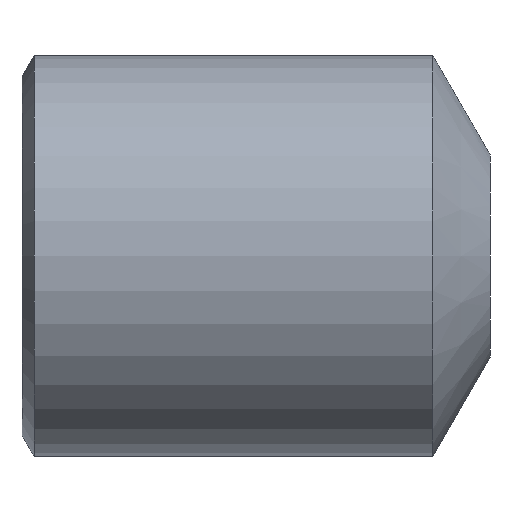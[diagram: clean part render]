
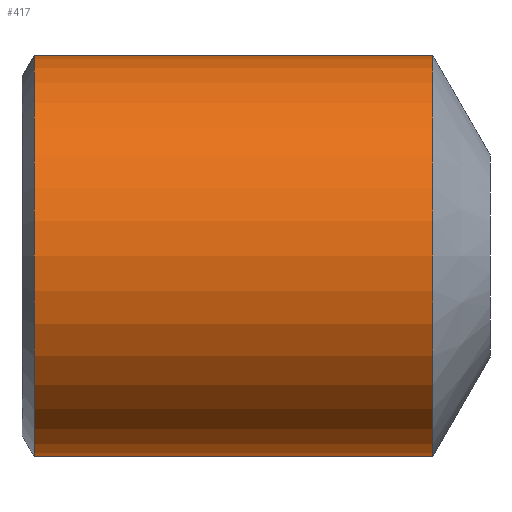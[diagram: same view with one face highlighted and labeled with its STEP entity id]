
A CAD part, front view. The second image highlights one B-rep face of the part: STEP entity #417.
In plain terms, the highlighted cylindrical face has radius 4.75 mm (diameter 9.5 mm), a partial arc.
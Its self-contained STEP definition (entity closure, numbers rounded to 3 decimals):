
#6 = VERTEX_POINT ( 'NONE', #324 ) ;
#22 = CIRCLE ( 'NONE', #337, 4.75 ) ;
#32 = ORIENTED_EDGE ( 'NONE', *, *, #58, .F. ) ;
#33 = CARTESIAN_POINT ( 'NONE',  ( 9.743, 0., -4.75 ) ) ;
#42 = DIRECTION ( 'NONE',  ( -1., 0., 0. ) ) ;
#47 = VERTEX_POINT ( 'NONE', #33 ) ;
#58 = EDGE_CURVE ( 'NONE', #6, #242, #22, .T. ) ;
#67 = CYLINDRICAL_SURFACE ( 'NONE', #319, 4.75 ) ;
#96 = CARTESIAN_POINT ( 'NONE',  ( 9.743, 0., 0. ) ) ;
#97 = VECTOR ( 'NONE', #42, 1000. ) ;
#111 = VERTEX_POINT ( 'NONE', #296 ) ;
#122 = CARTESIAN_POINT ( 'NONE',  ( 0.289, 0., 0. ) ) ;
#131 = DIRECTION ( 'NONE',  ( 0., 0., 1. ) ) ;
#134 = DIRECTION ( 'NONE',  ( 0., 0., 1. ) ) ;
#149 = DIRECTION ( 'NONE',  ( -1., 0., 0. ) ) ;
#157 = EDGE_CURVE ( 'NONE', #111, #242, #379, .T. ) ;
#201 = DIRECTION ( 'NONE',  ( -1., 0., 0. ) ) ;
#208 = FACE_OUTER_BOUND ( 'NONE', #400, .T. ) ;
#213 = CARTESIAN_POINT ( 'NONE',  ( -12.7, 0., 4.75 ) ) ;
#228 = CARTESIAN_POINT ( 'NONE',  ( 0.289, 0., 4.75 ) ) ;
#242 = VERTEX_POINT ( 'NONE', #228 ) ;
#254 = DIRECTION ( 'NONE',  ( -1., 0., 0. ) ) ;
#268 = EDGE_CURVE ( 'NONE', #47, #6, #442, .T. ) ;
#271 = CARTESIAN_POINT ( 'NONE',  ( -12.7, 0., -4.75 ) ) ;
#282 = VECTOR ( 'NONE', #254, 1000. ) ;
#295 = ORIENTED_EDGE ( 'NONE', *, *, #460, .T. ) ;
#296 = CARTESIAN_POINT ( 'NONE',  ( 9.743, 0., 4.75 ) ) ;
#319 = AXIS2_PLACEMENT_3D ( 'NONE', #428, #201, #134 ) ;
#324 = CARTESIAN_POINT ( 'NONE',  ( 0.289, 0., -4.75 ) ) ;
#336 = CIRCLE ( 'NONE', #368, 4.75 ) ;
#337 = AXIS2_PLACEMENT_3D ( 'NONE', #122, #149, #409 ) ;
#347 = DIRECTION ( 'NONE',  ( -1., 0., 0. ) ) ;
#368 = AXIS2_PLACEMENT_3D ( 'NONE', #96, #347, #131 ) ;
#379 = LINE ( 'NONE', #213, #282 ) ;
#400 = EDGE_LOOP ( 'NONE', ( #459, #295, #438, #32 ) ) ;
#409 = DIRECTION ( 'NONE',  ( 0., 0., 1. ) ) ;
#417 = ADVANCED_FACE ( 'NONE', ( #208 ), #67, .T. ) ;
#428 = CARTESIAN_POINT ( 'NONE',  ( -12.7, 0., 0. ) ) ;
#438 = ORIENTED_EDGE ( 'NONE', *, *, #157, .T. ) ;
#442 = LINE ( 'NONE', #271, #97 ) ;
#459 = ORIENTED_EDGE ( 'NONE', *, *, #268, .F. ) ;
#460 = EDGE_CURVE ( 'NONE', #47, #111, #336, .T. ) ;
